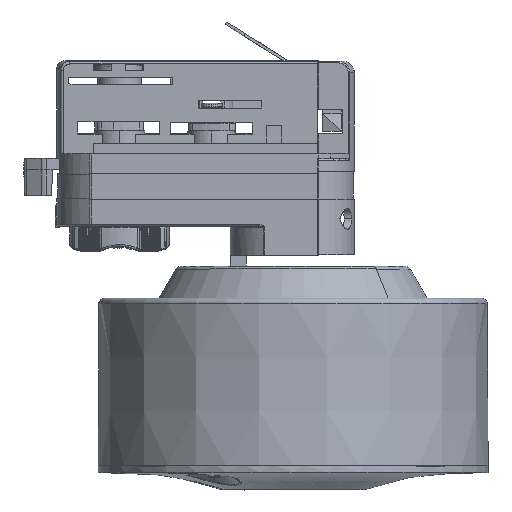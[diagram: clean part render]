
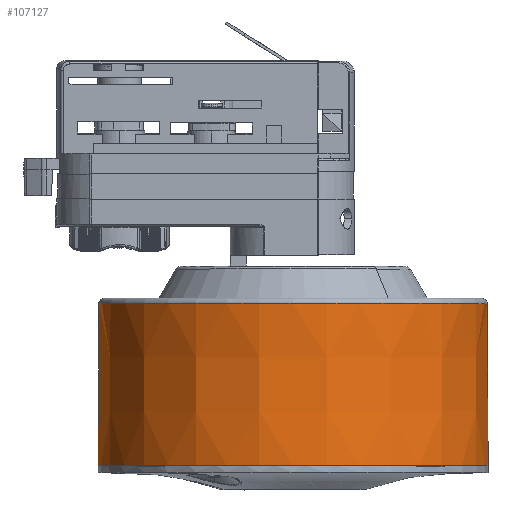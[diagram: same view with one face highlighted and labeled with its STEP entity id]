
A CAD part, top view. The second image highlights one B-rep face of the part: STEP entity #107127.
In plain terms, the highlighted conical face has half-angle 0.3 degrees and reference radius 54.881 mm.
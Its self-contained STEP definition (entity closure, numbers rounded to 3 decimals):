
#36416=CARTESIAN_POINT('',(0.,2.,0.));
#36417=DIRECTION('',(0.,1.,0.));
#36418=DIRECTION('',(-1.,0.,0.));
#36419=AXIS2_PLACEMENT_3D('',#36416,#36417,#36418);
#36746=CARTESIAN_POINT('',(0.,47.608,0.));
#36747=DIRECTION('',(0.,1.,0.));
#36748=DIRECTION('',(-1.,0.,0.));
#36749=AXIS2_PLACEMENT_3D('',#36746,#36747,#36748);
#36766=DIRECTION('',(-0.005,-1.,0.));
#36767=VECTOR('',#36766,45.608);
#36768=CARTESIAN_POINT('',(-54.761,47.608,
0.));
#36769=LINE('',#36768,#36767);
#36770=DIRECTION('',(-0.005,1.,0.));
#36771=VECTOR('',#36770,45.608);
#36772=CARTESIAN_POINT('',(55.,2.,0.));
#36773=LINE('',#36772,#36771);
#61488=CARTESIAN_POINT('',(-55.,2.,0.));
#61489=CARTESIAN_POINT('',(55.,2.,0.));
#61490=VERTEX_POINT('',#61488);
#61491=VERTEX_POINT('',#61489);
#61565=CARTESIAN_POINT('',(-54.761,47.608,
0.));
#61567=VERTEX_POINT('',#61565);
#61568=CARTESIAN_POINT('',(54.761,47.608,
0.));
#61570=VERTEX_POINT('',#61568);
#107113=CARTESIAN_POINT('',(0.,24.804,0.));
#107114=DIRECTION('',(0.,-1.,0.));
#107115=DIRECTION('',(-1.,0.,0.));
#107116=AXIS2_PLACEMENT_3D('',#107113,#107114,#107115);
#107117=CONICAL_SURFACE('',#107116,54.881,0.3);
#107119=ORIENTED_EDGE('',*,*,#107118,.T.);
#107121=ORIENTED_EDGE('',*,*,#107120,.F.);
#107122=ORIENTED_EDGE('',*,*,#106901,.F.);
#107124=ORIENTED_EDGE('',*,*,#107123,.F.);
#107125=EDGE_LOOP('',(#107119,#107121,#107122,#107124));
#107126=FACE_OUTER_BOUND('',#107125,.F.);
#107127=ADVANCED_FACE('',(#107126),#107117,.T.);
#36420=CIRCLE('',#36419,55.);
#36750=CIRCLE('',#36749,54.761);
#106901=EDGE_CURVE('',#61490,#61491,#36420,.T.);
#107118=EDGE_CURVE('',#61567,#61570,#36750,.T.);
#107120=EDGE_CURVE('',#61491,#61570,#36773,.T.);
#107123=EDGE_CURVE('',#61567,#61490,#36769,.T.);
